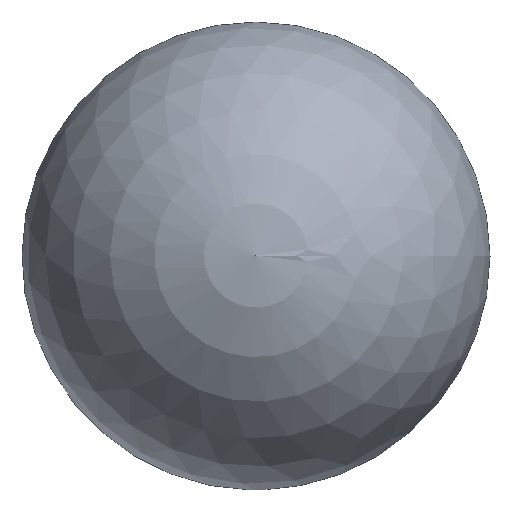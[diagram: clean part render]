
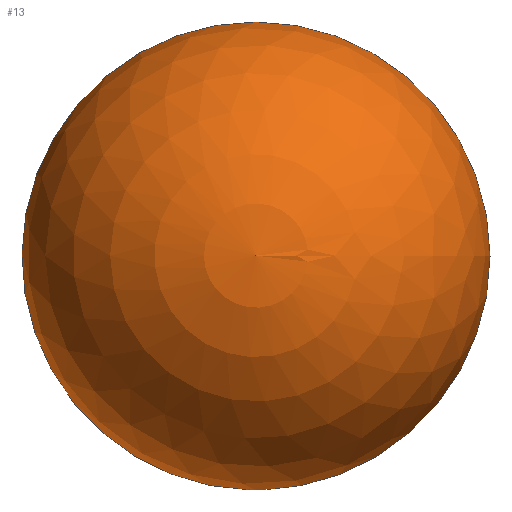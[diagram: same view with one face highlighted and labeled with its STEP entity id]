
A CAD part, top view. The second image highlights one B-rep face of the part: STEP entity #13.
In plain terms, the highlighted spherical face has radius 7.938 mm.
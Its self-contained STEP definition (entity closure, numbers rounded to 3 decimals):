
#3 = DIRECTION ( 'NONE',  ( 0., 0., 1. ) ) ;
#10 = CARTESIAN_POINT ( 'NONE',  ( 0., 0., 0. ) ) ;
#13 = ADVANCED_FACE ( 'NONE', ( #177 ), #190, .T. ) ;
#15 = DIRECTION ( 'NONE',  ( 0., 0., -1. ) ) ;
#23 = DIRECTION ( 'NONE',  ( 1., 0., 0. ) ) ;
#33 = VERTEX_POINT ( 'NONE', #59 ) ;
#36 = DIRECTION ( 'NONE',  ( 0., 1., 0. ) ) ;
#45 = ORIENTED_EDGE ( 'NONE', *, *, #194, .F. ) ;
#47 = DIRECTION ( 'NONE',  ( 0., 0., 1. ) ) ;
#53 = CARTESIAN_POINT ( 'NONE',  ( 0., 7.938, 0. ) ) ;
#59 = CARTESIAN_POINT ( 'NONE',  ( 0., -7.935, 0.2 ) ) ;
#60 = VERTEX_POINT ( 'NONE', #112 ) ;
#64 = DIRECTION ( 'NONE',  ( 0., 0., 1. ) ) ;
#65 = DIRECTION ( 'NONE',  ( 0., 1., 0. ) ) ;
#72 = CIRCLE ( 'NONE', #192, 7.938 ) ;
#75 = ORIENTED_EDGE ( 'NONE', *, *, #196, .T. ) ;
#76 = DIRECTION ( 'NONE',  ( -1., 0., 0. ) ) ;
#77 = CIRCLE ( 'NONE', #199, 0.2 ) ;
#80 = CARTESIAN_POINT ( 'NONE',  ( 0., 0., 0. ) ) ;
#81 = DIRECTION ( 'NONE',  ( 1., 0., 0. ) ) ;
#89 = ORIENTED_EDGE ( 'NONE', *, *, #191, .T. ) ;
#90 = ORIENTED_EDGE ( 'NONE', *, *, #148, .T. ) ;
#112 = CARTESIAN_POINT ( 'NONE',  ( 0.2, -7.935, 0. ) ) ;
#113 = CARTESIAN_POINT ( 'NONE',  ( -0.2, -7.935, 0. ) ) ;
#116 = VERTEX_POINT ( 'NONE', #113 ) ;
#117 = CIRCLE ( 'NONE', #157, 0.2 ) ;
#133 = AXIS2_PLACEMENT_3D ( 'NONE', #10, #15, #23 ) ;
#147 = EDGE_LOOP ( 'NONE', ( #45, #89, #90, #75 ) ) ;
#148 = EDGE_CURVE ( 'NONE', #33, #60, #77, .T. ) ;
#149 = VERTEX_POINT ( 'NONE', #53 ) ;
#157 = AXIS2_PLACEMENT_3D ( 'NONE', #185, #36, #47 ) ;
#160 = AXIS2_PLACEMENT_3D ( 'NONE', #80, #64, #81 ) ;
#177 = FACE_OUTER_BOUND ( 'NONE', #147, .T. ) ;
#181 = CARTESIAN_POINT ( 'NONE',  ( 0., 0., 0. ) ) ;
#185 = CARTESIAN_POINT ( 'NONE',  ( 0., -7.935, 0. ) ) ;
#189 = DIRECTION ( 'NONE',  ( 0., 0., -1. ) ) ;
#190 = SPHERICAL_SURFACE ( 'NONE', #133, 7.938 ) ;
#191 = EDGE_CURVE ( 'NONE', #116, #33, #117, .T. ) ;
#192 = AXIS2_PLACEMENT_3D ( 'NONE', #181, #189, #76 ) ;
#194 = EDGE_CURVE ( 'NONE', #116, #149, #72, .T. ) ;
#196 = EDGE_CURVE ( 'NONE', #60, #149, #198, .T. ) ;
#197 = CARTESIAN_POINT ( 'NONE',  ( 0., -7.935, 0. ) ) ;
#198 = CIRCLE ( 'NONE', #160, 7.938 ) ;
#199 = AXIS2_PLACEMENT_3D ( 'NONE', #197, #65, #3 ) ;
